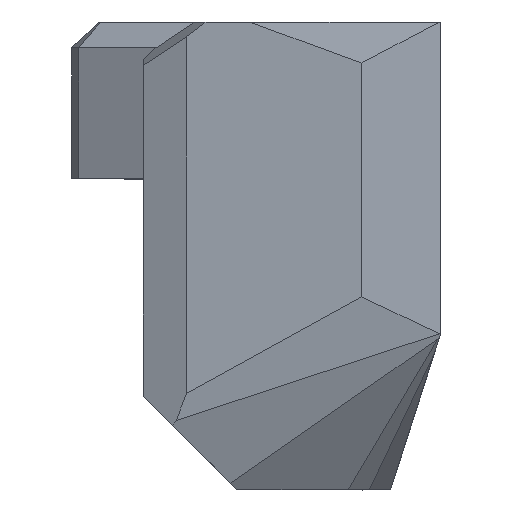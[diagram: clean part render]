
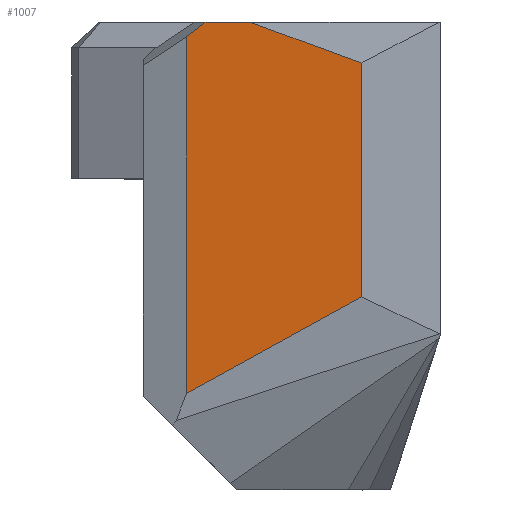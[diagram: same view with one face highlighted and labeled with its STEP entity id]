
A CAD part, top view. The second image highlights one B-rep face of the part: STEP entity #1007.
In plain terms, the highlighted planar face has unit normal (-0.141, 0, 0.99).
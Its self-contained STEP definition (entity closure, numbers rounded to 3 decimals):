
#24=FACE_OUTER_BOUND('',#80,.T.);
#80=EDGE_LOOP('',(#700,#701,#702,#703,#704,#705));
#146=LINE('',#1426,#290);
#165=LINE('',#1463,#309);
#166=LINE('',#1466,#310);
#167=LINE('',#1468,#311);
#168=LINE('',#1470,#312);
#169=LINE('',#1471,#313);
#290=VECTOR('',#1155,1.413);
#309=VECTOR('',#1176,0.789);
#310=VECTOR('',#1179,11.441);
#311=VECTOR('',#1180,6.462);
#312=VECTOR('',#1181,7.5);
#313=VECTOR('',#1182,3.858);
#435=VERTEX_POINT('',#1423);
#436=VERTEX_POINT('',#1425);
#453=VERTEX_POINT('',#1461);
#454=VERTEX_POINT('',#1465);
#455=VERTEX_POINT('',#1467);
#456=VERTEX_POINT('',#1469);
#530=EDGE_CURVE('',#435,#436,#146,.T.);
#549=EDGE_CURVE('',#435,#453,#165,.T.);
#550=EDGE_CURVE('',#454,#453,#166,.T.);
#551=EDGE_CURVE('',#455,#454,#167,.T.);
#552=EDGE_CURVE('',#455,#456,#168,.T.);
#553=EDGE_CURVE('',#436,#456,#169,.T.);
#700=ORIENTED_EDGE('',*,*,#549,.T.);
#701=ORIENTED_EDGE('',*,*,#550,.F.);
#702=ORIENTED_EDGE('',*,*,#551,.F.);
#703=ORIENTED_EDGE('',*,*,#552,.T.);
#704=ORIENTED_EDGE('',*,*,#553,.F.);
#705=ORIENTED_EDGE('',*,*,#530,.F.);
#953=PLANE('',#1077);
#1007=ADVANCED_FACE('',(#24),#953,.T.);
#1077=AXIS2_PLACEMENT_3D('',#1464,#1177,#1178);
#1155=DIRECTION('',(0.99,0.,0.141));
#1176=DIRECTION('',(-0.793,-0.599,-0.113));
#1177=DIRECTION('center_axis',(-0.141,0.,0.99));
#1178=DIRECTION('ref_axis',(0.99,0.,0.141));
#1179=DIRECTION('',(0.,1.,0.));
#1180=DIRECTION('',(-0.869,-0.479,-0.124));
#1181=DIRECTION('',(0.,1.,0.));
#1182=DIRECTION('',(0.931,-0.341,0.133));
#1423=CARTESIAN_POINT('',(8.754,5.,14.745));
#1425=CARTESIAN_POINT('',(10.153,5.,14.944));
#1426=CARTESIAN_POINT('',(8.754,5.,14.745));
#1461=CARTESIAN_POINT('',(8.129,4.528,14.655));
#1463=CARTESIAN_POINT('',(8.754,5.,14.745));
#1464=CARTESIAN_POINT('Origin',(10.243,-0.066,14.957));
#1465=CARTESIAN_POINT('',(8.129,-6.913,14.655));
#1466=CARTESIAN_POINT('',(8.129,-6.913,14.655));
#1467=CARTESIAN_POINT('',(13.743,-3.816,15.457));
#1468=CARTESIAN_POINT('',(13.743,-3.816,15.457));
#1469=CARTESIAN_POINT('',(13.743,3.684,15.457));
#1470=CARTESIAN_POINT('',(13.743,-3.816,15.457));
#1471=CARTESIAN_POINT('',(10.153,5.,14.944));
